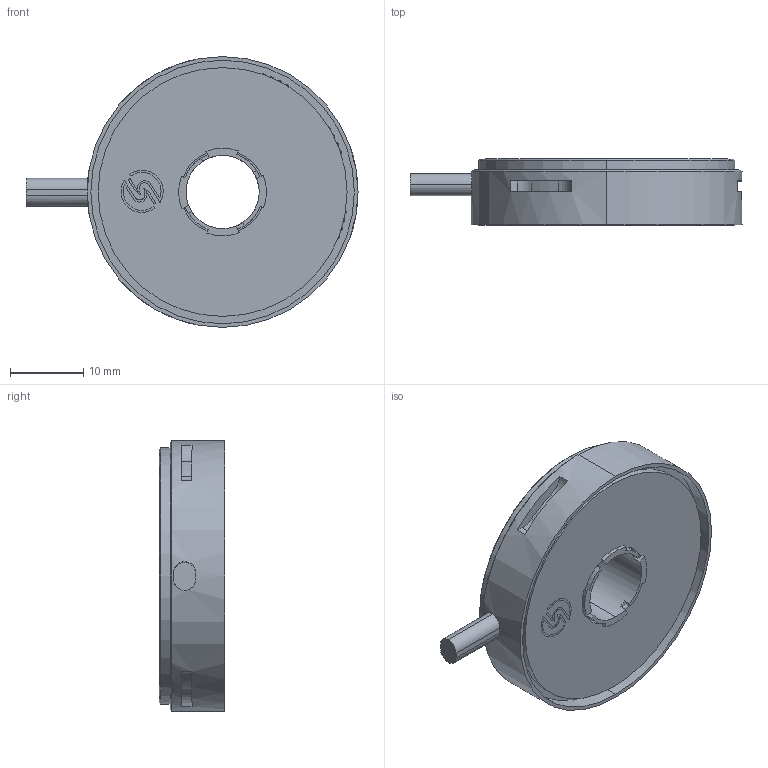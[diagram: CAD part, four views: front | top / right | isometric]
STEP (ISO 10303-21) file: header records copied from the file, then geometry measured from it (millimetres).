
FILE_DESCRIPTION (( 'STEP AP214' ), '1' );
FILE_NAME ('CAS37 20231020.STEP', '2026-02-07T05:01:38', ( 'chen' ), ( '' ), 'SwSTEP 2.0', 'SolidWorks 2018', '' );
FILE_SCHEMA (( 'AUTOMOTIVE_DESIGN' ));
Length unit declared in the file: millimetre
Products named in the file (4): CAS37 20231020; CAS37 20231020_3; CAS37 20231020_2
Assembly tree (3 placements, depth 2):
  CAS37 20231020
    CAS37 20231020_2
    CAS37 20231020
    CAS37 20231020_3
Bounding box: 45.36 x 9 x 37 mm (x, y, z)
Volume: 7550.8 mm3; surface area: 6133.3 mm2
Topology: 3 solids, 3 shells, 1480 faces, 4168 edges, 2778 vertices
Faces by surface type: plane 858, cylinder 618, cone 4
Entity records: 64568 total; most frequent: CARTESIAN_POINT 8551, DIRECTION 8396, ORIENTED_EDGE 8336, EDGE_CURVE 4168, VECTOR 2894, LINE 2894, VERTEX_POINT 2778, AXIS2_PLACEMENT_3D 2751
